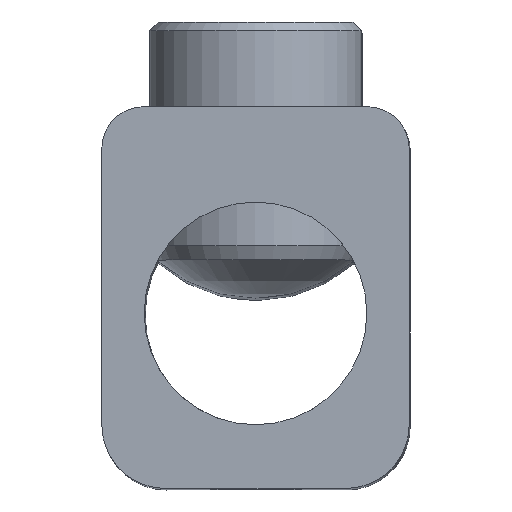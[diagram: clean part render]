
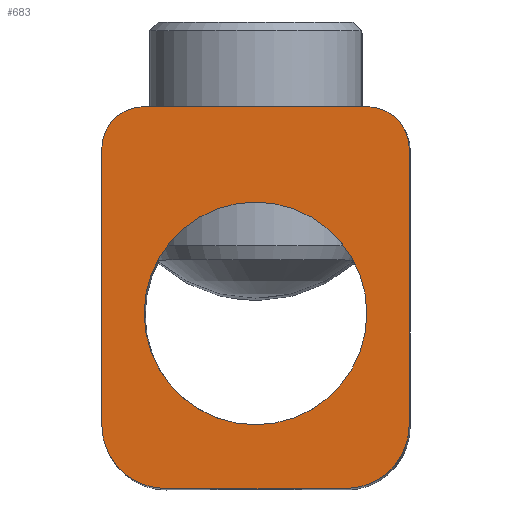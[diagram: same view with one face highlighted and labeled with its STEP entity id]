
A CAD part, top view. The second image highlights one B-rep face of the part: STEP entity #683.
In plain terms, the highlighted planar face has unit normal (-0.001, 0, 1).
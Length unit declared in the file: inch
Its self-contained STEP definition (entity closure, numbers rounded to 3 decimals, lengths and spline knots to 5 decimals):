
#52=FACE_BOUND('',#153,.T.);
#68=PLANE('',#809);
#101=FACE_OUTER_BOUND('',#152,.T.);
#152=EDGE_LOOP('',(#574,#575,#576,#577,#578,#579,#580,#581));
#153=EDGE_LOOP('',(#582));
#184=CIRCLE('',#791,0.328);
#189=CIRCLE('',#798,0.125);
#190=CIRCLE('',#801,0.125);
#191=CIRCLE('',#804,0.188);
#192=CIRCLE('',#807,0.188);
#218=LINE('',#1378,#261);
#221=LINE('',#1386,#264);
#224=LINE('',#1394,#267);
#227=LINE('',#1401,#270);
#261=VECTOR('',#936,0.3937);
#264=VECTOR('',#945,0.3937);
#267=VECTOR('',#954,0.3937);
#270=VECTOR('',#963,0.3937);
#325=VERTEX_POINT('',#1350);
#334=VERTEX_POINT('',#1371);
#335=VERTEX_POINT('',#1373);
#336=VERTEX_POINT('',#1377);
#337=VERTEX_POINT('',#1381);
#338=VERTEX_POINT('',#1385);
#339=VERTEX_POINT('',#1389);
#340=VERTEX_POINT('',#1393);
#341=VERTEX_POINT('',#1397);
#401=EDGE_CURVE('',#325,#325,#184,.T.);
#411=EDGE_CURVE('',#335,#334,#189,.T.);
#413=EDGE_CURVE('',#336,#335,#218,.T.);
#415=EDGE_CURVE('',#337,#336,#190,.T.);
#417=EDGE_CURVE('',#338,#337,#221,.T.);
#419=EDGE_CURVE('',#339,#338,#191,.T.);
#421=EDGE_CURVE('',#340,#339,#224,.T.);
#423=EDGE_CURVE('',#341,#340,#192,.T.);
#425=EDGE_CURVE('',#334,#341,#227,.T.);
#574=ORIENTED_EDGE('',*,*,#425,.T.);
#575=ORIENTED_EDGE('',*,*,#423,.T.);
#576=ORIENTED_EDGE('',*,*,#421,.T.);
#577=ORIENTED_EDGE('',*,*,#419,.T.);
#578=ORIENTED_EDGE('',*,*,#417,.T.);
#579=ORIENTED_EDGE('',*,*,#415,.T.);
#580=ORIENTED_EDGE('',*,*,#413,.T.);
#581=ORIENTED_EDGE('',*,*,#411,.T.);
#582=ORIENTED_EDGE('',*,*,#401,.T.);
#683=ADVANCED_FACE('',(#101,#52),#68,.T.);
#791=AXIS2_PLACEMENT_3D('',#1352,#912,#913);
#798=AXIS2_PLACEMENT_3D('',#1374,#931,#932);
#801=AXIS2_PLACEMENT_3D('',#1382,#940,#941);
#804=AXIS2_PLACEMENT_3D('',#1390,#949,#950);
#807=AXIS2_PLACEMENT_3D('',#1398,#958,#959);
#809=AXIS2_PLACEMENT_3D('',#1402,#964,#965);
#912=DIRECTION('center_axis',(0.,0.,-1.));
#913=DIRECTION('ref_axis',(-1.,0.,0.));
#931=DIRECTION('center_axis',(0.,0.,1.));
#932=DIRECTION('ref_axis',(0.,1.,0.));
#936=DIRECTION('',(-1.,0.,0.));
#940=DIRECTION('center_axis',(0.,0.,1.));
#941=DIRECTION('ref_axis',(1.,0.,0.));
#945=DIRECTION('',(0.,1.,0.));
#949=DIRECTION('center_axis',(0.,0.,1.));
#950=DIRECTION('ref_axis',(0.,-1.,0.));
#954=DIRECTION('',(1.,0.,0.));
#958=DIRECTION('center_axis',(0.,0.,1.));
#959=DIRECTION('ref_axis',(-1.,0.,0.));
#963=DIRECTION('',(0.,-1.,0.));
#964=DIRECTION('center_axis',(0.,0.,1.));
#965=DIRECTION('ref_axis',(1.,0.,0.));
#1350=CARTESIAN_POINT('',(0.781,0.516,1.25));
#1352=CARTESIAN_POINT('Origin',(0.453,0.516,1.25));
#1371=CARTESIAN_POINT('',(0.,1.,1.25));
#1373=CARTESIAN_POINT('',(0.125,1.125,1.25));
#1374=CARTESIAN_POINT('Origin',(0.125,1.,1.25));
#1377=CARTESIAN_POINT('',(0.781,1.125,1.25));
#1378=CARTESIAN_POINT('',(0.781,1.125,1.25));
#1381=CARTESIAN_POINT('',(0.906,1.,1.25));
#1382=CARTESIAN_POINT('Origin',(0.781,1.,1.25));
#1385=CARTESIAN_POINT('',(0.906,0.188,1.25));
#1386=CARTESIAN_POINT('',(0.906,0.188,1.25));
#1389=CARTESIAN_POINT('',(0.718,0.,1.25));
#1390=CARTESIAN_POINT('Origin',(0.718,0.188,1.25));
#1393=CARTESIAN_POINT('',(0.188,0.,1.25));
#1394=CARTESIAN_POINT('',(0.188,0.,1.25));
#1397=CARTESIAN_POINT('',(0.,0.188,1.25));
#1398=CARTESIAN_POINT('Origin',(0.188,0.188,1.25));
#1401=CARTESIAN_POINT('',(0.,1.,1.25));
#1402=CARTESIAN_POINT('Origin',(0.453,0.57812,1.25));
